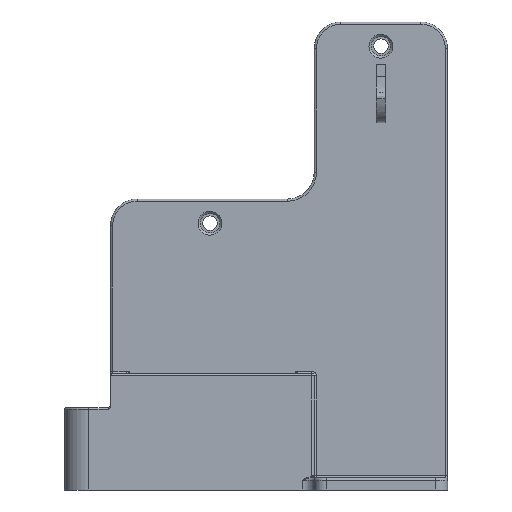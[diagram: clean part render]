
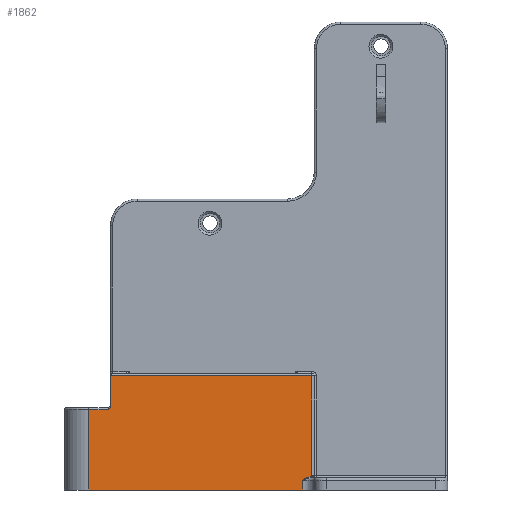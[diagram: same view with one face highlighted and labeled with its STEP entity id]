
A CAD part, front view. The second image highlights one B-rep face of the part: STEP entity #1862.
In plain terms, the highlighted planar face has unit normal (0, -1, 0).
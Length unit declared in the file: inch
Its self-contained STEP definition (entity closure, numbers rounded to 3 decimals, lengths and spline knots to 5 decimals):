
#120=B_SPLINE_CURVE_WITH_KNOTS('',3,(#3059,#3060,#3061,#3062,#3063,#3064,
#3065,#3066),.UNSPECIFIED.,.F.,.F.,(4,1,1,2,4),(-0.51962,-0.31177,
-0.20785,0.,0.00092),.UNSPECIFIED.);
#122=B_SPLINE_CURVE_WITH_KNOTS('',3,(#3085,#3086,#3087,#3088,#3089,#3090),
 .UNSPECIFIED.,.F.,.F.,(4,2,4),(0.,0.13437,0.22177),
 .UNSPECIFIED.);
#157=PLANE('',#2012);
#197=FACE_OUTER_BOUND('',#324,.T.);
#324=EDGE_LOOP('',(#1331,#1332,#1333,#1334,#1335,#1336,#1337,#1338,#1339,
#1340,#1341));
#467=LINE('',#3017,#596);
#468=LINE('',#3079,#597);
#469=LINE('',#3081,#598);
#470=LINE('',#3083,#599);
#471=LINE('',#3092,#600);
#472=LINE('',#3094,#601);
#473=LINE('',#3096,#602);
#474=LINE('',#3097,#603);
#596=VECTOR('',#2290,0.3937);
#597=VECTOR('',#2295,0.3937);
#598=VECTOR('',#2296,0.3937);
#599=VECTOR('',#2297,0.3937);
#600=VECTOR('',#2298,0.3937);
#601=VECTOR('',#2299,0.3937);
#602=VECTOR('',#2300,0.3937);
#603=VECTOR('',#2301,0.25);
#718=CIRCLE('',#2013,0.09);
#855=VERTEX_POINT('',#2999);
#856=VERTEX_POINT('',#3013);
#858=VERTEX_POINT('',#3058);
#859=VERTEX_POINT('',#3076);
#860=VERTEX_POINT('',#3078);
#861=VERTEX_POINT('',#3080);
#862=VERTEX_POINT('',#3082);
#863=VERTEX_POINT('',#3084);
#864=VERTEX_POINT('',#3091);
#865=VERTEX_POINT('',#3093);
#866=VERTEX_POINT('',#3095);
#1032=EDGE_CURVE('',#855,#856,#467,.T.);
#1033=EDGE_CURVE('',#856,#858,#120,.T.);
#1035=EDGE_CURVE('',#859,#855,#718,.T.);
#1036=EDGE_CURVE('',#860,#859,#468,.T.);
#1037=EDGE_CURVE('',#861,#860,#469,.T.);
#1038=EDGE_CURVE('',#861,#862,#470,.T.);
#1039=EDGE_CURVE('',#863,#862,#122,.T.);
#1040=EDGE_CURVE('',#864,#863,#471,.T.);
#1041=EDGE_CURVE('',#865,#864,#472,.T.);
#1042=EDGE_CURVE('',#866,#865,#473,.T.);
#1043=EDGE_CURVE('',#858,#866,#474,.T.);
#1331=ORIENTED_EDGE('',*,*,#1033,.F.);
#1332=ORIENTED_EDGE('',*,*,#1032,.F.);
#1333=ORIENTED_EDGE('',*,*,#1035,.F.);
#1334=ORIENTED_EDGE('',*,*,#1036,.F.);
#1335=ORIENTED_EDGE('',*,*,#1037,.F.);
#1336=ORIENTED_EDGE('',*,*,#1038,.T.);
#1337=ORIENTED_EDGE('',*,*,#1039,.F.);
#1338=ORIENTED_EDGE('',*,*,#1040,.F.);
#1339=ORIENTED_EDGE('',*,*,#1041,.F.);
#1340=ORIENTED_EDGE('',*,*,#1042,.F.);
#1341=ORIENTED_EDGE('',*,*,#1043,.F.);
#1862=ADVANCED_FACE('',(#197),#157,.T.);
#2012=AXIS2_PLACEMENT_3D('',#3075,#2291,#2292);
#2013=AXIS2_PLACEMENT_3D('',#3077,#2293,#2294);
#2290=DIRECTION('',(-1.,0.,0.));
#2291=DIRECTION('center_axis',(0.,-1.,0.));
#2292=DIRECTION('ref_axis',(1.,0.,0.));
#2293=DIRECTION('center_axis',(0.,-1.,0.));
#2294=DIRECTION('ref_axis',(-0.707,0.,-0.707));
#2295=DIRECTION('',(0.,0.,-1.));
#2296=DIRECTION('',(1.,0.,0.));
#2297=DIRECTION('',(0.,0.,-1.));
#2298=DIRECTION('',(1.,0.,0.));
#2299=DIRECTION('',(0.,0.,1.));
#2300=DIRECTION('',(-1.,0.,0.));
#2301=DIRECTION('',(0.,0.,-1.));
#2999=CARTESIAN_POINT('',(2.05725,-1.025,0.025));
#3013=CARTESIAN_POINT('',(2.05089,-1.025,0.025));
#3017=CARTESIAN_POINT('',(1.375,-1.025,0.025));
#3058=CARTESIAN_POINT('',(1.8601,-1.025,-0.045));
#3059=CARTESIAN_POINT('Ctrl Pts',(2.05089,-1.025,0.025));
#3060=CARTESIAN_POINT('Ctrl Pts',(2.02361,-1.025,0.025));
#3061=CARTESIAN_POINT('Ctrl Pts',(1.98296,-1.025,0.01527));
#3062=CARTESIAN_POINT('Ctrl Pts',(1.92041,-1.025,-0.01137));
#3063=CARTESIAN_POINT('Ctrl Pts',(1.88424,-1.025,-0.03154));
#3064=CARTESIAN_POINT('Ctrl Pts',(1.86031,-1.025,-0.04488));
#3065=CARTESIAN_POINT('Ctrl Pts',(1.86021,-1.025,-0.04494));
#3066=CARTESIAN_POINT('Ctrl Pts',(1.8601,-1.025,-0.045));
#3075=CARTESIAN_POINT('Origin',(-2.1,-1.025,0.));
#3076=CARTESIAN_POINT('',(2.055,-1.025,0.045));
#3077=CARTESIAN_POINT('Origin',(2.145,-1.025,0.045));
#3078=CARTESIAN_POINT('',(2.055,-1.025,2.105));
#3079=CARTESIAN_POINT('',(2.055,-1.025,0.));
#3080=CARTESIAN_POINT('',(-2.1,-1.025,2.105));
#3081=CARTESIAN_POINT('',(-1.05,-1.025,2.105));
#3082=CARTESIAN_POINT('',(-2.1,-1.025,1.48294));
#3083=CARTESIAN_POINT('',(-2.1,-1.025,0.));
#3084=CARTESIAN_POINT('',(-2.145,-1.025,1.405));
#3085=CARTESIAN_POINT('Ctrl Pts',(-2.145,-1.025,1.405));
#3086=CARTESIAN_POINT('Ctrl Pts',(-2.13253,-1.025,1.41747));
#3087=CARTESIAN_POINT('Ctrl Pts',(-2.11782,-1.025,1.43269));
#3088=CARTESIAN_POINT('Ctrl Pts',(-2.10403,-1.025,1.45831));
#3089=CARTESIAN_POINT('Ctrl Pts',(-2.1,-1.025,1.47147));
#3090=CARTESIAN_POINT('Ctrl Pts',(-2.1,-1.025,1.48294));
#3091=CARTESIAN_POINT('',(-2.54935,-1.025,1.405));
#3092=CARTESIAN_POINT('',(-1.28734,-1.025,1.405));
#3093=CARTESIAN_POINT('',(-2.54935,-1.025,-0.25));
#3094=CARTESIAN_POINT('',(-2.54935,-1.025,0.));
#3095=CARTESIAN_POINT('',(1.8601,-1.025,-0.25));
#3096=CARTESIAN_POINT('',(2.1,-1.025,-0.25));
#3097=CARTESIAN_POINT('',(1.8601,-1.025,-0.0625));
